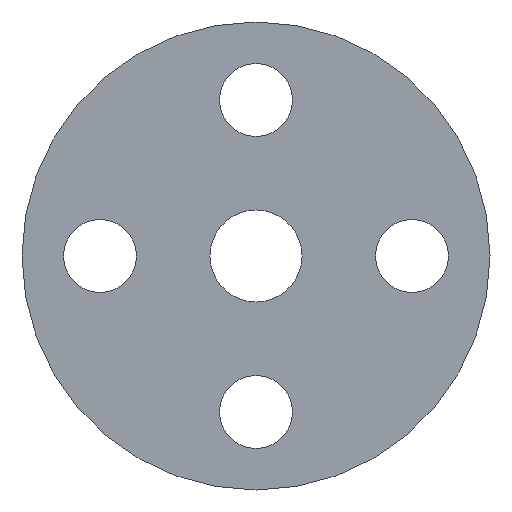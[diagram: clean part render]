
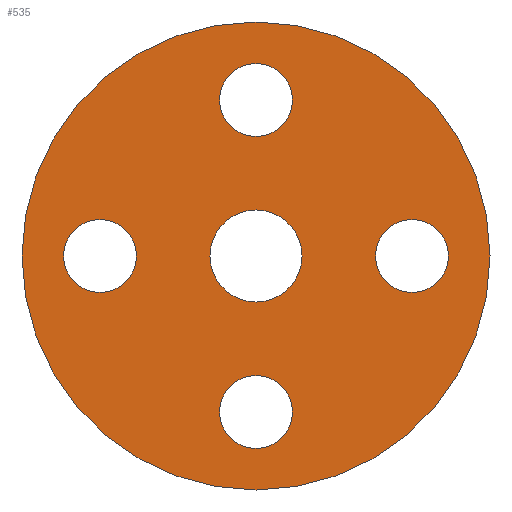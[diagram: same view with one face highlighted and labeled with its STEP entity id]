
A CAD part, front view. The second image highlights one B-rep face of the part: STEP entity #535.
In plain terms, the highlighted planar face has unit normal (0, -1, 0).
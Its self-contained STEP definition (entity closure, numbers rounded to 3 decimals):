
#2 = ORIENTED_EDGE ( 'NONE', *, *, #297, .F. ) ;
#13 = CIRCLE ( 'NONE', #160, 7. ) ;
#23 = CARTESIAN_POINT ( 'NONE',  ( -30., 0., 0. ) ) ;
#25 = DIRECTION ( 'NONE',  ( 0., -1., 0. ) ) ;
#26 = AXIS2_PLACEMENT_3D ( 'NONE', #232, #493, #522 ) ;
#28 = EDGE_CURVE ( 'NONE', #198, #318, #167, .T. ) ;
#32 = DIRECTION ( 'NONE',  ( 0., 0., -1. ) ) ;
#45 = AXIS2_PLACEMENT_3D ( 'NONE', #23, #63, #276 ) ;
#50 = VERTEX_POINT ( 'NONE', #70 ) ;
#55 = FACE_BOUND ( 'NONE', #59, .T. ) ;
#57 = CARTESIAN_POINT ( 'NONE',  ( 0., 0., 0. ) ) ;
#59 = EDGE_LOOP ( 'NONE', ( #174, #350 ) ) ;
#63 = DIRECTION ( 'NONE',  ( 0., -1., 0. ) ) ;
#66 = CIRCLE ( 'NONE', #206, 8.85 ) ;
#70 = CARTESIAN_POINT ( 'NONE',  ( 0., 0., 23. ) ) ;
#82 = CIRCLE ( 'NONE', #395, 7. ) ;
#93 = EDGE_CURVE ( 'NONE', #422, #543, #382, .T. ) ;
#94 = ORIENTED_EDGE ( 'NONE', *, *, #140, .F. ) ;
#95 = CARTESIAN_POINT ( 'NONE',  ( 0., 0., 0. ) ) ;
#100 = PLANE ( 'NONE',  #515 ) ;
#102 = EDGE_CURVE ( 'NONE', #483, #476, #368, .T. ) ;
#106 = CARTESIAN_POINT ( 'NONE',  ( 30., 0., 0. ) ) ;
#111 = VERTEX_POINT ( 'NONE', #282 ) ;
#122 = CARTESIAN_POINT ( 'NONE',  ( 0., 0., -23. ) ) ;
#134 = DIRECTION ( 'NONE',  ( 0., 0., -1. ) ) ;
#140 = EDGE_CURVE ( 'NONE', #318, #198, #269, .T. ) ;
#144 = CARTESIAN_POINT ( 'NONE',  ( 30., 0., 7. ) ) ;
#151 = CARTESIAN_POINT ( 'NONE',  ( 0., 0., -30. ) ) ;
#159 = CIRCLE ( 'NONE', #248, 8.85 ) ;
#160 = AXIS2_PLACEMENT_3D ( 'NONE', #212, #162, #245 ) ;
#162 = DIRECTION ( 'NONE',  ( 0., -1., 0. ) ) ;
#166 = CARTESIAN_POINT ( 'NONE',  ( 0., 0., 30. ) ) ;
#167 = CIRCLE ( 'NONE', #336, 7. ) ;
#169 = EDGE_CURVE ( 'NONE', #543, #422, #216, .T. ) ;
#171 = AXIS2_PLACEMENT_3D ( 'NONE', #273, #25, #444 ) ;
#174 = ORIENTED_EDGE ( 'NONE', *, *, #169, .F. ) ;
#182 = DIRECTION ( 'NONE',  ( 0., 0., 1. ) ) ;
#186 = CIRCLE ( 'NONE', #251, 7. ) ;
#188 = EDGE_LOOP ( 'NONE', ( #2, #367 ) ) ;
#198 = VERTEX_POINT ( 'NONE', #122 ) ;
#199 = DIRECTION ( 'NONE',  ( 0., 0., -1. ) ) ;
#206 = AXIS2_PLACEMENT_3D ( 'NONE', #391, #434, #304 ) ;
#212 = CARTESIAN_POINT ( 'NONE',  ( 30., 0., 0. ) ) ;
#215 = DIRECTION ( 'NONE',  ( 0., 1., 0. ) ) ;
#216 = CIRCLE ( 'NONE', #171, 7. ) ;
#218 = VERTEX_POINT ( 'NONE', #380 ) ;
#221 = ORIENTED_EDGE ( 'NONE', *, *, #481, .F. ) ;
#223 = DIRECTION ( 'NONE',  ( 0., 1., 0. ) ) ;
#225 = FACE_BOUND ( 'NONE', #400, .T. ) ;
#228 = DIRECTION ( 'NONE',  ( 0., -1., 0. ) ) ;
#232 = CARTESIAN_POINT ( 'NONE',  ( 0., 0., -30. ) ) ;
#245 = DIRECTION ( 'NONE',  ( 0., 0., -1. ) ) ;
#248 = AXIS2_PLACEMENT_3D ( 'NONE', #95, #263, #310 ) ;
#251 = AXIS2_PLACEMENT_3D ( 'NONE', #312, #228, #340 ) ;
#257 = ORIENTED_EDGE ( 'NONE', *, *, #305, .F. ) ;
#263 = DIRECTION ( 'NONE',  ( 0., 1., 0. ) ) ;
#266 = FACE_BOUND ( 'NONE', #188, .T. ) ;
#269 = CIRCLE ( 'NONE', #26, 7. ) ;
#270 = CARTESIAN_POINT ( 'NONE',  ( 0., 0., 45. ) ) ;
#273 = CARTESIAN_POINT ( 'NONE',  ( -30., 0., 0. ) ) ;
#276 = DIRECTION ( 'NONE',  ( 0., 0., -1. ) ) ;
#279 = ORIENTED_EDGE ( 'NONE', *, *, #537, .F. ) ;
#281 = CIRCLE ( 'NONE', #376, 45. ) ;
#282 = CARTESIAN_POINT ( 'NONE',  ( 0., 0., 8.85 ) ) ;
#296 = DIRECTION ( 'NONE',  ( 0., -1., 0. ) ) ;
#297 = EDGE_CURVE ( 'NONE', #50, #518, #82, .T. ) ;
#304 = DIRECTION ( 'NONE',  ( 0., 0., 1. ) ) ;
#305 = EDGE_CURVE ( 'NONE', #476, #483, #13, .T. ) ;
#307 = EDGE_LOOP ( 'NONE', ( #538, #311 ) ) ;
#310 = DIRECTION ( 'NONE',  ( 0., 0., 1. ) ) ;
#311 = ORIENTED_EDGE ( 'NONE', *, *, #499, .T. ) ;
#312 = CARTESIAN_POINT ( 'NONE',  ( 0., 0., 30. ) ) ;
#316 = DIRECTION ( 'NONE',  ( 0., -1., 0. ) ) ;
#318 = VERTEX_POINT ( 'NONE', #420 ) ;
#322 = DIRECTION ( 'NONE',  ( 0., 0., -1. ) ) ;
#323 = AXIS2_PLACEMENT_3D ( 'NONE', #57, #215, #545 ) ;
#329 = EDGE_LOOP ( 'NONE', ( #279, #221 ) ) ;
#336 = AXIS2_PLACEMENT_3D ( 'NONE', #151, #316, #322 ) ;
#340 = DIRECTION ( 'NONE',  ( 0., 0., -1. ) ) ;
#346 = CARTESIAN_POINT ( 'NONE',  ( 0., 0., 0. ) ) ;
#348 = CARTESIAN_POINT ( 'NONE',  ( -30., 0., 7. ) ) ;
#350 = ORIENTED_EDGE ( 'NONE', *, *, #93, .F. ) ;
#351 = CARTESIAN_POINT ( 'NONE',  ( 30., 0., -7. ) ) ;
#356 = FACE_BOUND ( 'NONE', #307, .T. ) ;
#365 = EDGE_LOOP ( 'NONE', ( #257, #479 ) ) ;
#367 = ORIENTED_EDGE ( 'NONE', *, *, #435, .F. ) ;
#368 = CIRCLE ( 'NONE', #454, 7. ) ;
#376 = AXIS2_PLACEMENT_3D ( 'NONE', #346, #223, #182 ) ;
#380 = CARTESIAN_POINT ( 'NONE',  ( 0., 0., -45. ) ) ;
#382 = CIRCLE ( 'NONE', #45, 7. ) ;
#386 = CARTESIAN_POINT ( 'NONE',  ( 0., 0., -8.85 ) ) ;
#391 = CARTESIAN_POINT ( 'NONE',  ( 0., 0., 0. ) ) ;
#395 = AXIS2_PLACEMENT_3D ( 'NONE', #166, #296, #32 ) ;
#400 = EDGE_LOOP ( 'NONE', ( #94, #445 ) ) ;
#420 = CARTESIAN_POINT ( 'NONE',  ( 0., 0., -37. ) ) ;
#422 = VERTEX_POINT ( 'NONE', #348 ) ;
#434 = DIRECTION ( 'NONE',  ( 0., 1., 0. ) ) ;
#435 = EDGE_CURVE ( 'NONE', #518, #50, #186, .T. ) ;
#438 = DIRECTION ( 'NONE',  ( 0., -1., 0. ) ) ;
#443 = VERTEX_POINT ( 'NONE', #509 ) ;
#444 = DIRECTION ( 'NONE',  ( 0., 0., -1. ) ) ;
#445 = ORIENTED_EDGE ( 'NONE', *, *, #28, .F. ) ;
#454 = AXIS2_PLACEMENT_3D ( 'NONE', #106, #525, #199 ) ;
#468 = CARTESIAN_POINT ( 'NONE',  ( -30., 0., -7. ) ) ;
#472 = EDGE_CURVE ( 'NONE', #111, #474, #66, .T. ) ;
#474 = VERTEX_POINT ( 'NONE', #386 ) ;
#476 = VERTEX_POINT ( 'NONE', #351 ) ;
#479 = ORIENTED_EDGE ( 'NONE', *, *, #102, .F. ) ;
#480 = FACE_BOUND ( 'NONE', #365, .T. ) ;
#481 = EDGE_CURVE ( 'NONE', #218, #443, #495, .T. ) ;
#483 = VERTEX_POINT ( 'NONE', #144 ) ;
#493 = DIRECTION ( 'NONE',  ( 0., -1., 0. ) ) ;
#495 = CIRCLE ( 'NONE', #323, 45. ) ;
#499 = EDGE_CURVE ( 'NONE', #474, #111, #159, .T. ) ;
#509 = CARTESIAN_POINT ( 'NONE',  ( 0., 0., 45. ) ) ;
#515 = AXIS2_PLACEMENT_3D ( 'NONE', #270, #438, #134 ) ;
#517 = FACE_OUTER_BOUND ( 'NONE', #329, .T. ) ;
#518 = VERTEX_POINT ( 'NONE', #539 ) ;
#522 = DIRECTION ( 'NONE',  ( 0., 0., -1. ) ) ;
#525 = DIRECTION ( 'NONE',  ( 0., -1., 0. ) ) ;
#535 = ADVANCED_FACE ( 'NONE', ( #480, #266, #55, #225, #356, #517 ), #100, .T. ) ;
#537 = EDGE_CURVE ( 'NONE', #443, #218, #281, .T. ) ;
#538 = ORIENTED_EDGE ( 'NONE', *, *, #472, .T. ) ;
#539 = CARTESIAN_POINT ( 'NONE',  ( 0., 0., 37. ) ) ;
#543 = VERTEX_POINT ( 'NONE', #468 ) ;
#545 = DIRECTION ( 'NONE',  ( 0., 0., 1. ) ) ;
